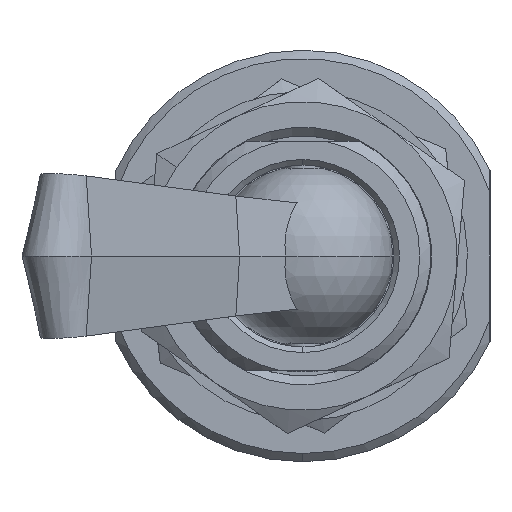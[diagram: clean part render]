
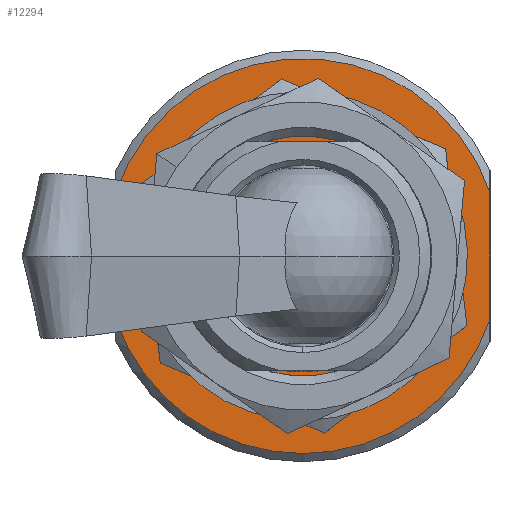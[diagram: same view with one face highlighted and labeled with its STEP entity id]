
A CAD part, left-side view. The second image highlights one B-rep face of the part: STEP entity #12294.
In plain terms, the highlighted planar face has unit normal (-1, 0, 0).
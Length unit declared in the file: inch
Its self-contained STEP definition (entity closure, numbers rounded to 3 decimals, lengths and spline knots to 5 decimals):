
#49 = CARTESIAN_POINT ( 'NONE',  ( -0.94, 0., 0. ) ) ;
#94 = PLANE ( 'NONE',  #6814 ) ;
#208 = VERTEX_POINT ( 'NONE', #4841 ) ;
#351 = ORIENTED_EDGE ( 'NONE', *, *, #8122, .T. ) ;
#422 = VERTEX_POINT ( 'NONE', #5140 ) ;
#626 = EDGE_LOOP ( 'NONE', ( #4630, #351, #10145, #6225, #1795 ) ) ;
#956 = CIRCLE ( 'NONE', #4497, 0.233 ) ;
#1039 = VERTEX_POINT ( 'NONE', #8675 ) ;
#1512 = CARTESIAN_POINT ( 'NONE',  ( -0.94, -0.103, -0.209 ) ) ;
#1730 = CARTESIAN_POINT ( 'NONE',  ( -0.94, 0., 0. ) ) ;
#1795 = ORIENTED_EDGE ( 'NONE', *, *, #7362, .T. ) ;
#2036 = DIRECTION ( 'NONE',  ( -1., 0., 0. ) ) ;
#2100 = CARTESIAN_POINT ( 'NONE',  ( -0.94, 0., 0. ) ) ;
#2336 = DIRECTION ( 'NONE',  ( -1., 0., 0. ) ) ;
#2454 = EDGE_CURVE ( 'NONE', #10754, #208, #956, .T. ) ;
#2910 = FACE_OUTER_BOUND ( 'NONE', #626, .T. ) ;
#3344 = CARTESIAN_POINT ( 'NONE',  ( -0.94, -0.341, 0.11541 ) ) ;
#3372 = CARTESIAN_POINT ( 'NONE',  ( -0.94, 0., 0. ) ) ;
#3446 = DIRECTION ( 'NONE',  ( 0., 1., 0. ) ) ;
#3584 = DIRECTION ( 'NONE',  ( -1., 0., 0. ) ) ;
#3833 = VERTEX_POINT ( 'NONE', #11362 ) ;
#4029 = LINE ( 'NONE', #5764, #11547 ) ;
#4198 = EDGE_CURVE ( 'NONE', #422, #3833, #7210, .T. ) ;
#4374 = VECTOR ( 'NONE', #3446, 39.37008 ) ;
#4497 = AXIS2_PLACEMENT_3D ( 'NONE', #8145, #2036, #9180 ) ;
#4630 = ORIENTED_EDGE ( 'NONE', *, *, #4198, .T. ) ;
#4699 = DIRECTION ( 'NONE',  ( 0., 0., -1. ) ) ;
#4798 = AXIS2_PLACEMENT_3D ( 'NONE', #12778, #3584, #5801 ) ;
#4841 = CARTESIAN_POINT ( 'NONE',  ( -0.94, 0.103, -0.209 ) ) ;
#5068 = DIRECTION ( 'NONE',  ( -1., 0., 0. ) ) ;
#5140 = CARTESIAN_POINT ( 'NONE',  ( -0.94, 0.341, -0.11541 ) ) ;
#5163 = DIRECTION ( 'NONE',  ( 0., 0., -1. ) ) ;
#5317 = DIRECTION ( 'NONE',  ( 0., 0., -1. ) ) ;
#5568 = LINE ( 'NONE', #12539, #7179 ) ;
#5764 = CARTESIAN_POINT ( 'NONE',  ( -0.94, 0.341, 0.36568 ) ) ;
#5801 = DIRECTION ( 'NONE',  ( 0., 0., -1. ) ) ;
#5819 = CIRCLE ( 'NONE', #9601, 0.36 ) ;
#5859 = LINE ( 'NONE', #10272, #12579 ) ;
#6119 = ORIENTED_EDGE ( 'NONE', *, *, #6335, .F. ) ;
#6192 = DIRECTION ( 'NONE',  ( 0., 1., 0. ) ) ;
#6225 = ORIENTED_EDGE ( 'NONE', *, *, #7844, .T. ) ;
#6295 = CARTESIAN_POINT ( 'NONE',  ( -0.94, -0.103, 0.209 ) ) ;
#6323 = EDGE_LOOP ( 'NONE', ( #7511, #11708, #9466, #6119 ) ) ;
#6335 = EDGE_CURVE ( 'NONE', #10717, #11868, #10001, .T. ) ;
#6814 = AXIS2_PLACEMENT_3D ( 'NONE', #49, #8830, #7175 ) ;
#6858 = EDGE_CURVE ( 'NONE', #11868, #10754, #11883, .T. ) ;
#7175 = DIRECTION ( 'NONE',  ( 0., 0., -1. ) ) ;
#7179 = VECTOR ( 'NONE', #9458, 39.37008 ) ;
#7210 = CIRCLE ( 'NONE', #7416, 0.36 ) ;
#7362 = EDGE_CURVE ( 'NONE', #11739, #422, #4029, .T. ) ;
#7416 = AXIS2_PLACEMENT_3D ( 'NONE', #1730, #11025, #13056 ) ;
#7511 = ORIENTED_EDGE ( 'NONE', *, *, #10523, .T. ) ;
#7751 = CARTESIAN_POINT ( 'NONE',  ( -0.94, 0.103, 0.209 ) ) ;
#7844 = EDGE_CURVE ( 'NONE', #11996, #11739, #11121, .T. ) ;
#8122 = EDGE_CURVE ( 'NONE', #3833, #1039, #5819, .T. ) ;
#8145 = CARTESIAN_POINT ( 'NONE',  ( -0.94, 0., 0. ) ) ;
#8675 = CARTESIAN_POINT ( 'NONE',  ( -0.94, -0.341, -0.11541 ) ) ;
#8830 = DIRECTION ( 'NONE',  ( 1., 0., 0. ) ) ;
#9180 = DIRECTION ( 'NONE',  ( 0., 0., -1. ) ) ;
#9458 = DIRECTION ( 'NONE',  ( 0., 0., 1. ) ) ;
#9466 = ORIENTED_EDGE ( 'NONE', *, *, #6858, .F. ) ;
#9601 = AXIS2_PLACEMENT_3D ( 'NONE', #2100, #5068, #5163 ) ;
#10001 = CIRCLE ( 'NONE', #11064, 0.233 ) ;
#10145 = ORIENTED_EDGE ( 'NONE', *, *, #13005, .T. ) ;
#10272 = CARTESIAN_POINT ( 'NONE',  ( -0.94, -0.3, -0.209 ) ) ;
#10523 = EDGE_CURVE ( 'NONE', #10717, #208, #5859, .T. ) ;
#10717 = VERTEX_POINT ( 'NONE', #1512 ) ;
#10754 = VERTEX_POINT ( 'NONE', #7751 ) ;
#11025 = DIRECTION ( 'NONE',  ( -1., 0., 0. ) ) ;
#11064 = AXIS2_PLACEMENT_3D ( 'NONE', #3372, #2336, #5317 ) ;
#11121 = CIRCLE ( 'NONE', #4798, 0.36 ) ;
#11362 = CARTESIAN_POINT ( 'NONE',  ( -0.94, 0., -0.36 ) ) ;
#11547 = VECTOR ( 'NONE', #4699, 39.37008 ) ;
#11708 = ORIENTED_EDGE ( 'NONE', *, *, #2454, .F. ) ;
#11739 = VERTEX_POINT ( 'NONE', #13163 ) ;
#11868 = VERTEX_POINT ( 'NONE', #6295 ) ;
#11883 = LINE ( 'NONE', #12686, #4374 ) ;
#11996 = VERTEX_POINT ( 'NONE', #3344 ) ;
#12294 = ADVANCED_FACE ( 'NONE', ( #12309, #2910 ), #94, .F. ) ;
#12309 = FACE_BOUND ( 'NONE', #6323, .T. ) ;
#12539 = CARTESIAN_POINT ( 'NONE',  ( -0.94, -0.341, -0.36568 ) ) ;
#12579 = VECTOR ( 'NONE', #6192, 39.37008 ) ;
#12686 = CARTESIAN_POINT ( 'NONE',  ( -0.94, -0.3, 0.209 ) ) ;
#12778 = CARTESIAN_POINT ( 'NONE',  ( -0.94, 0., 0. ) ) ;
#13005 = EDGE_CURVE ( 'NONE', #1039, #11996, #5568, .T. ) ;
#13056 = DIRECTION ( 'NONE',  ( 0., 0., -1. ) ) ;
#13163 = CARTESIAN_POINT ( 'NONE',  ( -0.94, 0.341, 0.11541 ) ) ;
